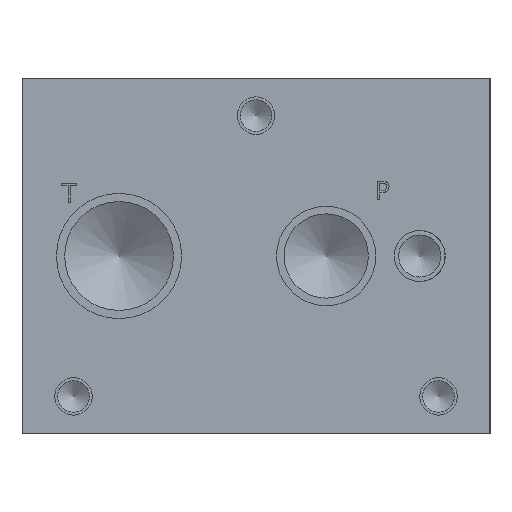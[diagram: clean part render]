
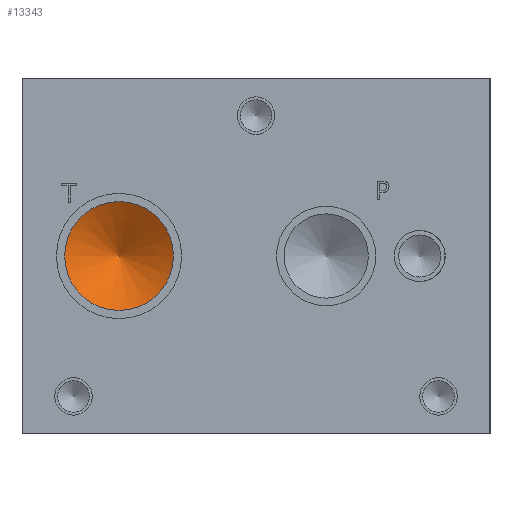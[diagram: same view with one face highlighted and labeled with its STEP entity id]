
A CAD part, left-side view. The second image highlights one B-rep face of the part: STEP entity #13343.
In plain terms, the highlighted conical face has half-angle 60 degrees and reference radius 9.226 mm.
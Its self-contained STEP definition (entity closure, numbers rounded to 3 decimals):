
#101=CONICAL_SURFACE('',#14004,9.227,1.047);
#229=CIRCLE('',#14005,18.453);
#230=CIRCLE('',#14006,18.453);
#1540=FACE_OUTER_BOUND('',#2309,.T.);
#2309=EDGE_LOOP('',(#11548,#11549,#11550,#11551));
#3677=LINE('',#22202,#4975);
#4975=VECTOR('',#16578,9.227);
#6402=VERTEX_POINT('',#22198);
#6403=VERTEX_POINT('',#22199);
#6404=VERTEX_POINT('',#22201);
#8186=EDGE_CURVE('',#6402,#6403,#229,.T.);
#8187=EDGE_CURVE('',#6403,#6404,#3677,.T.);
#8188=EDGE_CURVE('',#6403,#6402,#230,.T.);
#11548=ORIENTED_EDGE('',*,*,#8186,.T.);
#11549=ORIENTED_EDGE('',*,*,#8187,.T.);
#11550=ORIENTED_EDGE('',*,*,#8187,.F.);
#11551=ORIENTED_EDGE('',*,*,#8188,.T.);
#13343=ADVANCED_FACE('',(#1540),#101,.F.);
#14004=AXIS2_PLACEMENT_3D('',#22197,#16574,#16575);
#14005=AXIS2_PLACEMENT_3D('',#22200,#16576,#16577);
#14006=AXIS2_PLACEMENT_3D('',#22203,#16579,#16580);
#16574=DIRECTION('center_axis',(-1.,0.,0.));
#16575=DIRECTION('ref_axis',(0.,1.,0.));
#16576=DIRECTION('center_axis',(-1.,0.,0.));
#16577=DIRECTION('ref_axis',(0.,1.,0.));
#16578=DIRECTION('',(0.5,0.866,0.));
#16579=DIRECTION('center_axis',(-1.,0.,0.));
#16580=DIRECTION('ref_axis',(0.,1.,0.));
#22197=CARTESIAN_POINT('Origin',(25.9,125.832,60.325));
#22198=CARTESIAN_POINT('',(20.573,144.285,60.325));
#22199=CARTESIAN_POINT('',(20.573,107.379,60.325));
#22200=CARTESIAN_POINT('Origin',(20.573,125.832,60.325));
#22201=CARTESIAN_POINT('',(31.226,125.832,60.325));
#22202=CARTESIAN_POINT('',(25.9,116.605,60.325));
#22203=CARTESIAN_POINT('Origin',(20.573,125.832,60.325));
